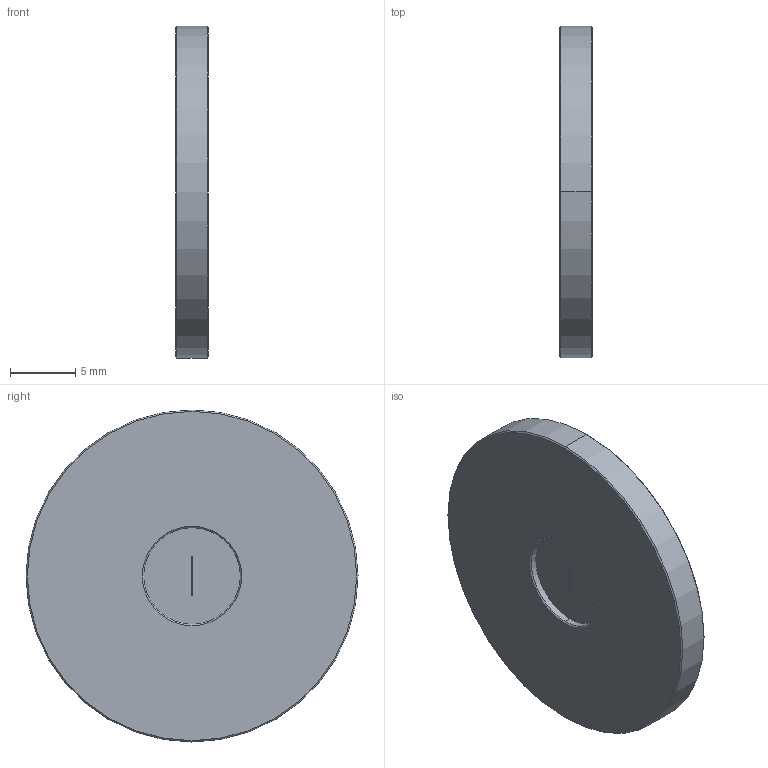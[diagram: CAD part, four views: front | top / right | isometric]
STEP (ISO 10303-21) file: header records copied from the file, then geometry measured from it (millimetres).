
FILE_DESCRIPTION (( 'STEP AP203' ), '1' );
FILE_NAME ('528056.STEP', '2023-04-06T08:12:36', ( '' ), ( '' ), 'SwSTEP 2.0', 'SolidWorks 2020', '' );
FILE_SCHEMA (( 'CONFIG_CONTROL_DESIGN' ));
Length unit declared in the file: millimetre
Products named in the file (1): 528056
Bounding box: 2.5 x 25.4 x 25.4 mm (x, y, z)
Volume: 1110.8 mm3; surface area: 1313.2 mm2
Topology: 2 solids, 2 shells, 33 faces, 66 edges, 40 vertices
Faces by surface type: plane 11, cone 8, cylinder 8, torus 6
Entity records: 941 total; most frequent: DIRECTION 172, CARTESIAN_POINT 140, ORIENTED_EDGE 132, AXIS2_PLACEMENT_3D 72, EDGE_CURVE 66, VERTEX_POINT 40, EDGE_LOOP 38, CIRCLE 38
